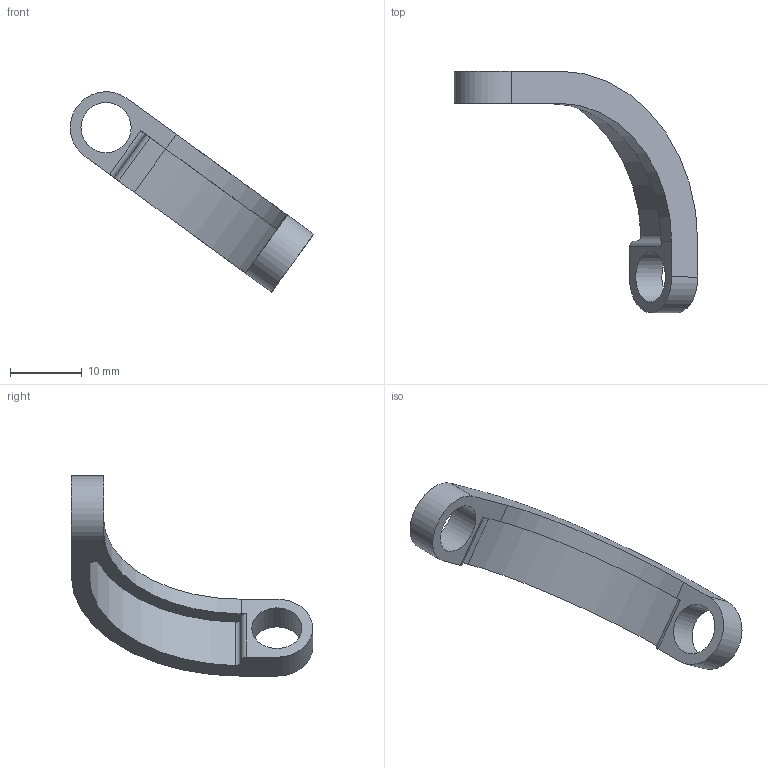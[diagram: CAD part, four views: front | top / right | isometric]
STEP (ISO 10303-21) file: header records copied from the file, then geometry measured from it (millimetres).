
FILE_DESCRIPTION(/* description */ ('STEP AP242','CAx-IF Rec.Pracs.---Representation and Presentation of Product Manufacturing Information (PMI)---4.0---2014-10-13','CAx-IF Rec.Pracs.---3D Tessellated Geometry---0.4---2014-09-14','2;1'),/* implementation_level */ '2;1');
FILE_NAME(/* name */ '64410aba75e4c8633a65a597',/* time_stamp */ '2023-04-20T09:49:47+00:00',/* author */ (''),/* organization */ (''),/* preprocessor_version */ 'ST-DEVELOPER v18.102',/* originating_system */ ' ',/* authorisation */ ' ');
FILE_SCHEMA (('AP242_MANAGED_MODEL_BASED_3D_ENGINEERING_MIM_LF { 1 0 10303 442 1 1 4 }'));
Length unit declared in the file: metre
Products named in the file (1): MP00006_Moon Arm
Bounding box: 33.96 x 33.7 x 27.95 mm (x, y, z)
Volume: 1601.9 mm3; surface area: 1753.7 mm2
Topology: 1 solids, 1 shells, 21 faces, 58 edges, 39 vertices
Faces by surface type: cylinder 11, plane 10
Full cylindrical faces by diameter (mm): 7 x2
Entity records: 693 total; most frequent: DIRECTION 121, CARTESIAN_POINT 115, ORIENTED_EDGE 110, EDGE_CURVE 55, AXIS2_PLACEMENT_3D 44, VERTEX_POINT 38, LINE 33, VECTOR 33
